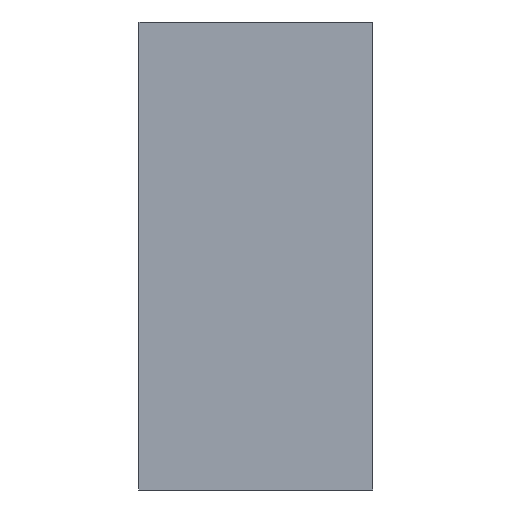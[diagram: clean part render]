
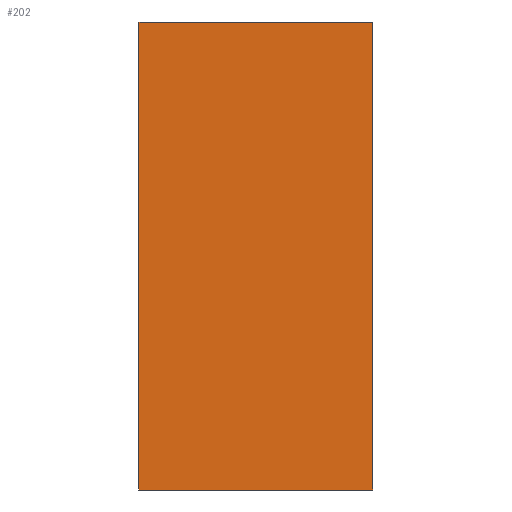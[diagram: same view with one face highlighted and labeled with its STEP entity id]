
A CAD part, left-side view. The second image highlights one B-rep face of the part: STEP entity #202.
In plain terms, the highlighted planar face has unit normal (-1, 0, 0).
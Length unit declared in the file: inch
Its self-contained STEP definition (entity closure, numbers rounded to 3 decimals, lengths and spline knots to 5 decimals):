
#26 = EDGE_LOOP ( 'NONE', ( #137, #153, #138, #151 ) ) ;
#28 = VERTEX_POINT ( 'NONE', #135 ) ;
#39 = VERTEX_POINT ( 'NONE', #134 ) ;
#56 = DIRECTION ( 'NONE',  ( 0., -1., 0. ) ) ;
#57 = CARTESIAN_POINT ( 'NONE',  ( 0., 0.125, 0. ) ) ;
#58 = LINE ( 'NONE', #57, #178 ) ;
#62 = DIRECTION ( 'NONE',  ( 0., 0., 1. ) ) ;
#63 = CARTESIAN_POINT ( 'NONE',  ( 0., 0., 0. ) ) ;
#64 = LINE ( 'NONE', #63, #188 ) ;
#68 = DIRECTION ( 'NONE',  ( 0., -1., 0. ) ) ;
#69 = CARTESIAN_POINT ( 'NONE',  ( 0., 0.125, -0.25 ) ) ;
#70 = LINE ( 'NONE', #69, #183 ) ;
#71 = DIRECTION ( 'NONE',  ( 0., 0., -1. ) ) ;
#72 = DIRECTION ( 'NONE',  ( 1., 0., 0. ) ) ;
#73 = CARTESIAN_POINT ( 'NONE',  ( 0., 0.125, 0. ) ) ;
#74 = PLANE ( 'NONE',  #166 ) ;
#79 = DIRECTION ( 'NONE',  ( 0., 0., 1. ) ) ;
#80 = CARTESIAN_POINT ( 'NONE',  ( 0., 0.125, 0. ) ) ;
#81 = LINE ( 'NONE', #80, #162 ) ;
#98 = VERTEX_POINT ( 'NONE', #132 ) ;
#130 = CARTESIAN_POINT ( 'NONE',  ( 0., 0.125, 0. ) ) ;
#132 = CARTESIAN_POINT ( 'NONE',  ( 0., 0., 0. ) ) ;
#134 = CARTESIAN_POINT ( 'NONE',  ( 0., 0.125, -0.25 ) ) ;
#135 = CARTESIAN_POINT ( 'NONE',  ( 0., 0., -0.25 ) ) ;
#137 = ORIENTED_EDGE ( 'NONE', *, *, #208, .T. ) ;
#138 = ORIENTED_EDGE ( 'NONE', *, *, #200, .F. ) ;
#151 = ORIENTED_EDGE ( 'NONE', *, *, #203, .T. ) ;
#153 = ORIENTED_EDGE ( 'NONE', *, *, #210, .F. ) ;
#154 = VERTEX_POINT ( 'NONE', #130 ) ;
#162 = VECTOR ( 'NONE', #79, 39.37008 ) ;
#166 = AXIS2_PLACEMENT_3D ( 'NONE', #73, #72, #71 ) ;
#178 = VECTOR ( 'NONE', #56, 39.37008 ) ;
#183 = VECTOR ( 'NONE', #68, 39.37008 ) ;
#187 = FACE_OUTER_BOUND ( 'NONE', #26, .T. ) ;
#188 = VECTOR ( 'NONE', #62, 39.37008 ) ;
#200 = EDGE_CURVE ( 'NONE', #39, #154, #81, .T. ) ;
#202 = ADVANCED_FACE ( 'NONE', ( #187 ), #74, .F. ) ;
#203 = EDGE_CURVE ( 'NONE', #39, #28, #70, .T. ) ;
#208 = EDGE_CURVE ( 'NONE', #28, #98, #64, .T. ) ;
#210 = EDGE_CURVE ( 'NONE', #154, #98, #58, .T. ) ;
